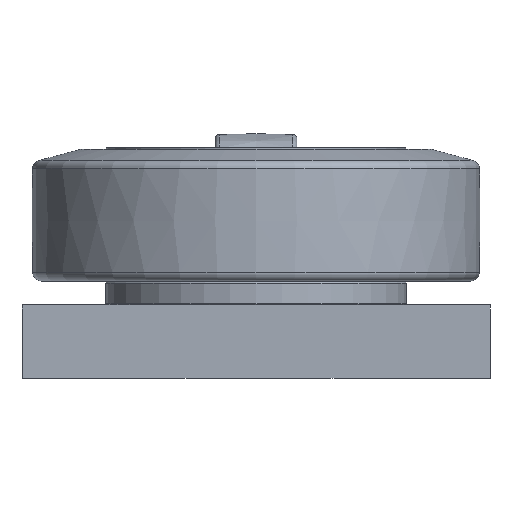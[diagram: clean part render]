
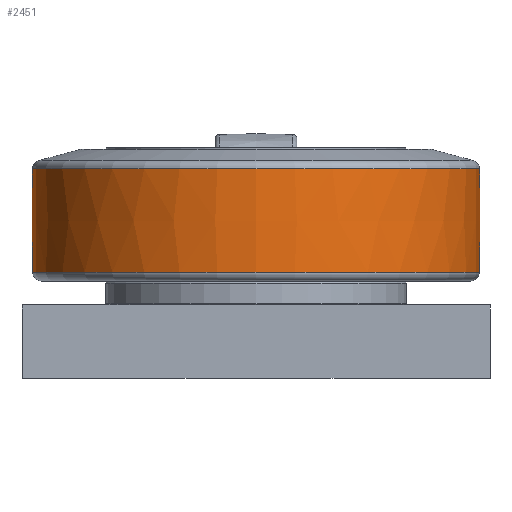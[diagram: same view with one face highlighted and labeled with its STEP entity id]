
A CAD part, front view. The second image highlights one B-rep face of the part: STEP entity #2451.
In plain terms, the highlighted free-form (B-spline) face has degree [2, 2] with [3, 9] control points.
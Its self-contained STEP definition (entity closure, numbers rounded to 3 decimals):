
#49=(
BOUNDED_SURFACE()
B_SPLINE_SURFACE(2,2,((#3729,#3730,#3731,#3732,#3733,#3734,#3735,#3736,
#3737),(#3738,#3739,#3740,#3741,#3742,#3743,#3744,#3745,#3746),(#3747,#3748,
#3749,#3750,#3751,#3752,#3753,#3754,#3755)),.UNSPECIFIED.,.F.,.T.,.F.)
B_SPLINE_SURFACE_WITH_KNOTS((3,3),(3,2,2,2,3),(-0.013,0.011),
(-3.142,-1.571,0.,1.571,3.142),
 .UNSPECIFIED.)
GEOMETRIC_REPRESENTATION_ITEM()
RATIONAL_B_SPLINE_SURFACE(((1.,0.707,1.,0.707,1.,
0.707,1.,0.707,1.),(1.,0.707,
1.,0.707,1.,0.707,
1.,0.707,1.),(1.,0.707,
1.,0.707,1.,0.707,1.,0.707,1.)))
REPRESENTATION_ITEM('')
SURFACE()
);
#216=FACE_OUTER_BOUND('',#362,.T.);
#362=EDGE_LOOP('',(#1768,#1769,#1770,#1771,#1772,#1773));
#952=CIRCLE('',#2641,76.467);
#953=CIRCLE('',#2642,76.467);
#955=CIRCLE('',#2644,1500.);
#956=CIRCLE('',#2645,76.423);
#957=CIRCLE('',#2646,76.423);
#1102=VERTEX_POINT('',#3723);
#1103=VERTEX_POINT('',#3725);
#1104=VERTEX_POINT('',#3756);
#1105=VERTEX_POINT('',#3758);
#1365=EDGE_CURVE('',#1102,#1103,#952,.T.);
#1366=EDGE_CURVE('',#1103,#1102,#953,.T.);
#1368=EDGE_CURVE('',#1102,#1104,#955,.T.);
#1369=EDGE_CURVE('',#1105,#1104,#956,.T.);
#1370=EDGE_CURVE('',#1104,#1105,#957,.T.);
#1768=ORIENTED_EDGE('',*,*,#1366,.F.);
#1769=ORIENTED_EDGE('',*,*,#1365,.F.);
#1770=ORIENTED_EDGE('',*,*,#1368,.T.);
#1771=ORIENTED_EDGE('',*,*,#1369,.F.);
#1772=ORIENTED_EDGE('',*,*,#1370,.F.);
#1773=ORIENTED_EDGE('',*,*,#1368,.F.);
#2451=ADVANCED_FACE('',(#216),#49,.F.);
#2641=AXIS2_PLACEMENT_3D('',#3726,#2995,#2996);
#2642=AXIS2_PLACEMENT_3D('',#3727,#2997,#2998);
#2644=AXIS2_PLACEMENT_3D('',#3757,#3001,#3002);
#2645=AXIS2_PLACEMENT_3D('',#3759,#3003,#3004);
#2646=AXIS2_PLACEMENT_3D('',#3760,#3005,#3006);
#2995=DIRECTION('center_axis',(0.,0.,
1.));
#2996=DIRECTION('ref_axis',(-1.,0.,0.));
#2997=DIRECTION('center_axis',(0.,0.,
1.));
#2998=DIRECTION('ref_axis',(-1.,0.,0.));
#3001=DIRECTION('center_axis',(-1.,0.,0.));
#3002=DIRECTION('ref_axis',(0.,1.,0.));
#3003=DIRECTION('center_axis',(0.,0.,
-1.));
#3004=DIRECTION('ref_axis',(-1.,0.,0.));
#3005=DIRECTION('center_axis',(0.,0.,
-1.));
#3006=DIRECTION('ref_axis',(-1.,0.,0.));
#3723=CARTESIAN_POINT('',(-5.329,40.5,34.017));
#3725=CARTESIAN_POINT('',(71.137,-35.967,34.017));
#3726=CARTESIAN_POINT('Origin',(-5.329,-35.967,34.017));
#3727=CARTESIAN_POINT('Origin',(-5.329,-35.967,34.017));
#3729=CARTESIAN_POINT('Ctrl Pts',(-5.329,40.456,-1.339));
#3730=CARTESIAN_POINT('Ctrl Pts',(-81.752,40.456,-1.339));
#3731=CARTESIAN_POINT('Ctrl Pts',(-81.752,-35.967,-1.339));
#3732=CARTESIAN_POINT('Ctrl Pts',(-81.752,-112.39,-1.339));
#3733=CARTESIAN_POINT('Ctrl Pts',(-5.329,-112.39,-1.339));
#3734=CARTESIAN_POINT('Ctrl Pts',(71.094,-112.39,-1.339));
#3735=CARTESIAN_POINT('Ctrl Pts',(71.094,-35.967,-1.339));
#3736=CARTESIAN_POINT('Ctrl Pts',(71.094,40.456,-1.339));
#3737=CARTESIAN_POINT('Ctrl Pts',(-5.329,40.456,-1.339));
#3738=CARTESIAN_POINT('Ctrl Pts',(-5.329,40.686,16.339));
#3739=CARTESIAN_POINT('Ctrl Pts',(-81.982,40.686,16.339));
#3740=CARTESIAN_POINT('Ctrl Pts',(-81.982,-35.967,16.339));
#3741=CARTESIAN_POINT('Ctrl Pts',(-81.982,-112.62,16.339));
#3742=CARTESIAN_POINT('Ctrl Pts',(-5.329,-112.62,16.339));
#3743=CARTESIAN_POINT('Ctrl Pts',(71.324,-112.62,16.339));
#3744=CARTESIAN_POINT('Ctrl Pts',(71.324,-35.967,16.339));
#3745=CARTESIAN_POINT('Ctrl Pts',(71.324,40.686,16.339));
#3746=CARTESIAN_POINT('Ctrl Pts',(-5.329,40.686,16.339));
#3747=CARTESIAN_POINT('Ctrl Pts',(-5.329,40.5,34.017));
#3748=CARTESIAN_POINT('Ctrl Pts',(-81.796,40.5,34.017));
#3749=CARTESIAN_POINT('Ctrl Pts',(-81.796,-35.967,34.017));
#3750=CARTESIAN_POINT('Ctrl Pts',(-81.796,-112.434,34.017));
#3751=CARTESIAN_POINT('Ctrl Pts',(-5.329,-112.434,34.017));
#3752=CARTESIAN_POINT('Ctrl Pts',(71.137,-112.434,34.017));
#3753=CARTESIAN_POINT('Ctrl Pts',(71.137,-35.967,34.017));
#3754=CARTESIAN_POINT('Ctrl Pts',(71.137,40.5,34.017));
#3755=CARTESIAN_POINT('Ctrl Pts',(-5.329,40.5,34.017));
#3756=CARTESIAN_POINT('',(-5.329,40.456,-1.339));
#3757=CARTESIAN_POINT('Origin',(-5.329,-1459.417,18.2));
#3758=CARTESIAN_POINT('',(71.094,-35.967,-1.339));
#3759=CARTESIAN_POINT('Origin',(-5.329,-35.967,-1.339));
#3760=CARTESIAN_POINT('Origin',(-5.329,-35.967,-1.339));
